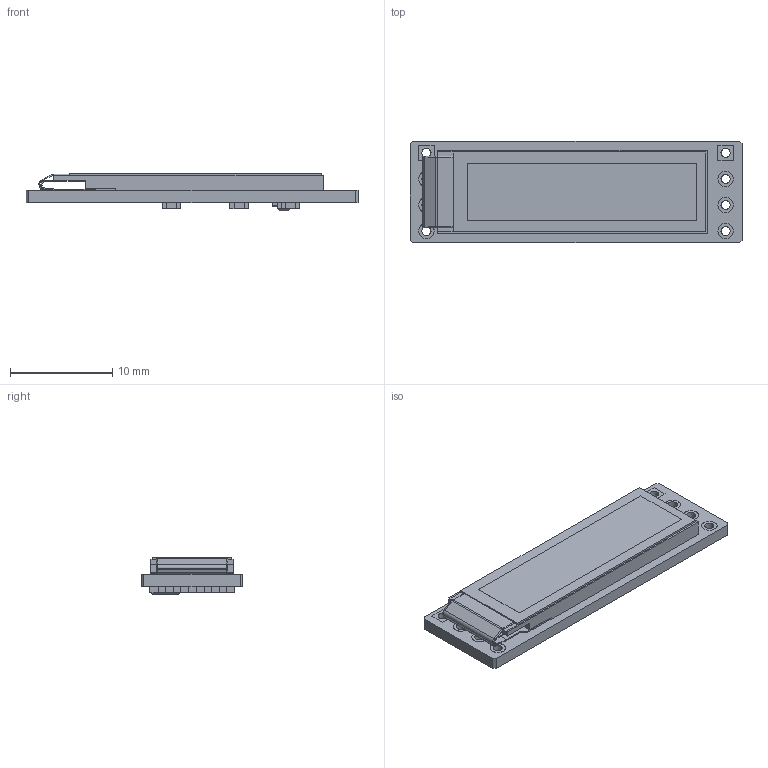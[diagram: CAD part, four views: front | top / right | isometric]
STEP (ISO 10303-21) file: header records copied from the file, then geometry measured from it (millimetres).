
FILE_DESCRIPTION (( 'STEP AP203' ), '1' );
FILE_NAME ('TFT Display 0.69_96x16_sp.STEP', '2023-11-12T23:56:59', ( '' ), ( '' ), 'SwSTEP 2.0', 'SolidWorks 2022', '' );
FILE_SCHEMA (( 'CONFIG_CONTROL_DESIGN' ));
Products named in the file (1): TFT Display 0.69_96x16_sp
Bounding box: 32.4 x 9.9 x 3.7 mm (x, y, z)
Volume: 733.1 mm3; surface area: 1947.7 mm2
Topology: 55 solids, 55 shells, 1131 faces, 2827 edges, 1872 vertices
Faces by surface type: plane 789, bspline 266, cylinder 70, torus 6
Entity records: 48265 total; most frequent: CARTESIAN_POINT 22840, ORIENTED_EDGE 5654, DIRECTION 4141, EDGE_CURVE 2827, LINE 2137, VECTOR 2137, VERTEX_POINT 1872, EDGE_LOOP 1261
